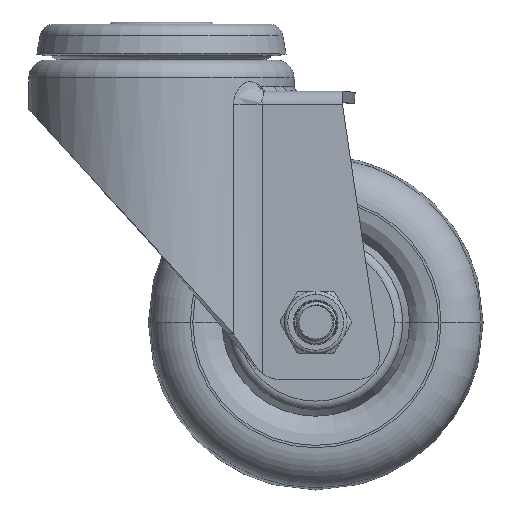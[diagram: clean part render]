
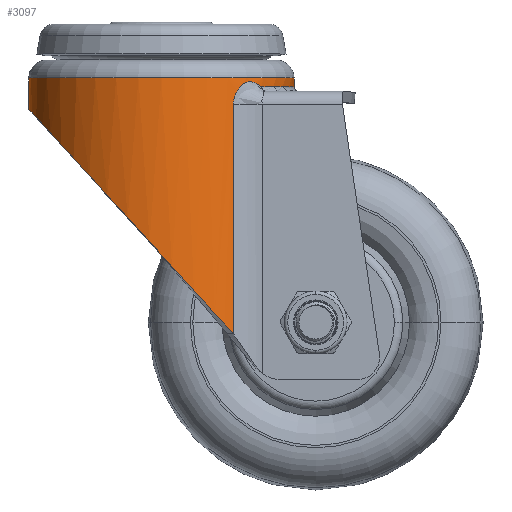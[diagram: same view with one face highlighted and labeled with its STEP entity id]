
A CAD part, top view. The second image highlights one B-rep face of the part: STEP entity #3097.
In plain terms, the highlighted cylindrical face has radius 29.652 mm (diameter 59.304 mm), a partial arc.
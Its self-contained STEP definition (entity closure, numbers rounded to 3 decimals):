
#441=CARTESIAN_POINT('',(-29.652,-22.8,0.));
#906=CARTESIAN_POINT('',(-29.652,-22.8,0.));
#907=CARTESIAN_POINT('',(-29.652,-22.8,1.268));
#908=CARTESIAN_POINT('',(-29.488,-22.98,3.821));
#909=CARTESIAN_POINT('',(-28.747,-23.795,7.612));
#910=CARTESIAN_POINT('',(-27.48,-25.187,11.376));
#911=CARTESIAN_POINT('',(-25.671,-27.176,15.039));
#912=CARTESIAN_POINT('',(-23.175,-29.918,18.686));
#913=CARTESIAN_POINT('',(-19.916,-33.5,22.147));
#914=CARTESIAN_POINT('',(-15.942,-37.868,25.177));
#915=CARTESIAN_POINT('',(-11.188,-43.093,27.65));
#916=CARTESIAN_POINT('',(-5.644,-49.187,29.303));
#917=CARTESIAN_POINT('',(0.116,-55.517,29.837));
#918=CARTESIAN_POINT('',(5.886,-61.859,29.258));
#919=CARTESIAN_POINT('',(11.46,-67.986,27.54));
#920=CARTESIAN_POINT('',(14.614,-71.452,25.859));
#921=CARTESIAN_POINT('',(16.075,-73.058,24.916));
#923=DIRECTION('',(0.,-1.,0.));
#924=VECTOR('',#923,7.);
#925=CARTESIAN_POINT('',(-29.652,-15.8,0.));
#926=LINE('',#925,#924);
#927=CARTESIAN_POINT('',(0.,-15.8,0.));
#928=DIRECTION('',(0.,1.,0.));
#929=DIRECTION('',(-1.,0.,0.));
#930=AXIS2_PLACEMENT_3D('',#927,#928,#929);
#932=DIRECTION('',(0.,-1.,0.));
#933=VECTOR('',#932,2.);
#934=CARTESIAN_POINT('',(29.652,-15.8,0.));
#935=LINE('',#934,#933);
#936=CARTESIAN_POINT('',(0.,-17.8,0.));
#937=DIRECTION('',(0.,-1.,0.));
#938=DIRECTION('',(1.,0.,0.));
#939=AXIS2_PLACEMENT_3D('',#936,#937,#938);
#941=CARTESIAN_POINT('',(22.47,-17.8,19.348));
#942=CARTESIAN_POINT('',(22.448,-17.8,19.374));
#943=CARTESIAN_POINT('',(22.401,-17.796,19.428));
#944=CARTESIAN_POINT('',(22.325,-17.776,19.514));
#945=CARTESIAN_POINT('',(22.243,-17.742,19.608));
#946=CARTESIAN_POINT('',(22.155,-17.696,19.708));
#947=CARTESIAN_POINT('',(22.057,-17.636,19.817));
#948=CARTESIAN_POINT('',(21.949,-17.564,19.937));
#949=CARTESIAN_POINT('',(21.827,-17.479,20.071));
#950=CARTESIAN_POINT('',(21.69,-17.383,20.218));
#951=CARTESIAN_POINT('',(21.535,-17.277,20.384));
#952=CARTESIAN_POINT('',(21.356,-17.164,20.571));
#953=CARTESIAN_POINT('',(21.153,-17.048,20.78));
#954=CARTESIAN_POINT('',(20.924,-16.936,21.01));
#955=CARTESIAN_POINT('',(20.672,-16.837,21.259));
#956=CARTESIAN_POINT('',(20.399,-16.758,21.521));
#957=CARTESIAN_POINT('',(20.119,-16.708,21.783));
#958=CARTESIAN_POINT('',(19.854,-16.69,22.025));
#959=CARTESIAN_POINT('',(19.594,-16.698,22.256));
#960=CARTESIAN_POINT('',(19.337,-16.732,22.48));
#961=CARTESIAN_POINT('',(19.086,-16.792,22.693));
#962=CARTESIAN_POINT('',(18.84,-16.875,22.898));
#963=CARTESIAN_POINT('',(18.596,-16.984,23.096));
#964=CARTESIAN_POINT('',(18.357,-17.117,23.287));
#965=CARTESIAN_POINT('',(18.122,-17.276,23.47));
#966=CARTESIAN_POINT('',(17.893,-17.46,23.645));
#967=CARTESIAN_POINT('',(17.669,-17.67,23.813));
#968=CARTESIAN_POINT('',(17.453,-17.906,23.972));
#969=CARTESIAN_POINT('',(17.24,-18.176,24.126));
#970=CARTESIAN_POINT('',(17.036,-18.475,24.27));
#971=CARTESIAN_POINT('',(16.85,-18.792,24.399));
#972=CARTESIAN_POINT('',(16.686,-19.115,24.511));
#973=CARTESIAN_POINT('',(16.547,-19.434,24.606));
#974=CARTESIAN_POINT('',(16.432,-19.741,24.683));
#975=CARTESIAN_POINT('',(16.34,-20.026,24.744));
#976=CARTESIAN_POINT('',(16.267,-20.289,24.791));
#977=CARTESIAN_POINT('',(16.21,-20.533,24.829));
#978=CARTESIAN_POINT('',(16.165,-20.763,24.858));
#979=CARTESIAN_POINT('',(16.131,-20.981,24.88));
#980=CARTESIAN_POINT('',(16.107,-21.178,24.896));
#981=CARTESIAN_POINT('',(16.091,-21.351,24.906));
#982=CARTESIAN_POINT('',(16.082,-21.508,24.912));
#983=CARTESIAN_POINT('',(16.076,-21.655,24.916));
#984=CARTESIAN_POINT('',(16.075,-21.752,24.916));
#985=CARTESIAN_POINT('',(16.075,-21.8,24.916));
#987=DIRECTION('',(0.,-1.,0.));
#988=VECTOR('',#987,51.258);
#989=CARTESIAN_POINT('',(16.075,-21.8,24.916));
#990=LINE('',#989,#988);
#1244=CARTESIAN_POINT('',(-29.652,-15.8,0.));
#1246=VERTEX_POINT('',#1244);
#1248=CARTESIAN_POINT('',(29.652,-15.8,0.));
#1250=VERTEX_POINT('',#1248);
#1251=CARTESIAN_POINT('',(29.652,-17.8,0.));
#1252=CARTESIAN_POINT('',(22.47,-17.8,19.348));
#1253=VERTEX_POINT('',#1251);
#1254=VERTEX_POINT('',#1252);
#1257=VERTEX_POINT('',#985);
#1304=VERTEX_POINT('',#441);
#1305=VERTEX_POINT('',#921);
#3081=CARTESIAN_POINT('',(0.,-7.88,0.));
#3082=DIRECTION('',(0.,-1.,0.));
#3083=DIRECTION('',(-1.,0.,0.));
#3084=AXIS2_PLACEMENT_3D('',#3081,#3082,#3083);
#3085=CYLINDRICAL_SURFACE('',#3084,29.652);
#3087=ORIENTED_EDGE('',*,*,#3086,.F.);
#3088=ORIENTED_EDGE('',*,*,#2102,.F.);
#3089=ORIENTED_EDGE('',*,*,#1466,.T.);
#3090=ORIENTED_EDGE('',*,*,#2099,.T.);
#3092=ORIENTED_EDGE('',*,*,#3091,.T.);
#3093=ORIENTED_EDGE('',*,*,#3072,.T.);
#3094=ORIENTED_EDGE('',*,*,#2734,.T.);
#3095=EDGE_LOOP('',(#3087,#3088,#3089,#3090,#3092,#3093,#3094));
#3096=FACE_OUTER_BOUND('',#3095,.F.);
#922=B_SPLINE_CURVE_WITH_KNOTS('',3,(#906,#907,#908,#909,#910,#911,#912,#913,
#914,#915,#916,#917,#918,#919,#920,#921),.UNSPECIFIED.,.F.,.F.,(4,1,1,1,1,1,1,1,
1,1,1,1,1,4),(0.,0.077,0.154,0.231,
0.308,0.385,0.462,0.538,
0.615,0.692,0.769,0.846,
0.923,1.),.UNSPECIFIED.);
#931=CIRCLE('',#930,29.652);
#940=CIRCLE('',#939,29.652);
#986=B_SPLINE_CURVE_WITH_KNOTS('',3,(#941,#942,#943,#944,#945,#946,#947,#948,
#949,#950,#951,#952,#953,#954,#955,#956,#957,#958,#959,#960,#961,#962,#963,#964,
#965,#966,#967,#968,#969,#970,#971,#972,#973,#974,#975,#976,#977,#978,#979,#980,
#981,#982,#983,#984,#985),.UNSPECIFIED.,.F.,.F.,(4,1,1,1,1,1,1,1,1,1,1,1,1,1,1,
1,1,1,1,1,1,1,1,1,1,1,1,1,1,1,1,1,1,1,1,1,1,1,1,1,1,1,4),(0.,
0.024,0.048,0.071,0.095,
0.119,0.143,0.167,0.19,
0.214,0.238,0.262,0.286,
0.31,0.333,0.357,0.381,
0.405,0.429,0.452,0.476,0.5,
0.524,0.548,0.571,0.595,
0.619,0.643,0.667,0.69,
0.714,0.738,0.762,0.786,
0.81,0.833,0.857,0.881,
0.905,0.929,0.952,0.976,1.),
.UNSPECIFIED.);
#1466=EDGE_CURVE('',#1246,#1250,#931,.T.);
#2099=EDGE_CURVE('',#1250,#1253,#935,.T.);
#2102=EDGE_CURVE('',#1246,#1304,#926,.T.);
#2734=EDGE_CURVE('',#1257,#1305,#990,.T.);
#3072=EDGE_CURVE('',#1254,#1257,#986,.T.);
#3086=EDGE_CURVE('',#1304,#1305,#922,.T.);
#3091=EDGE_CURVE('',#1253,#1254,#940,.T.);
#3097=ADVANCED_FACE('',(#3096),#3085,.T.);
